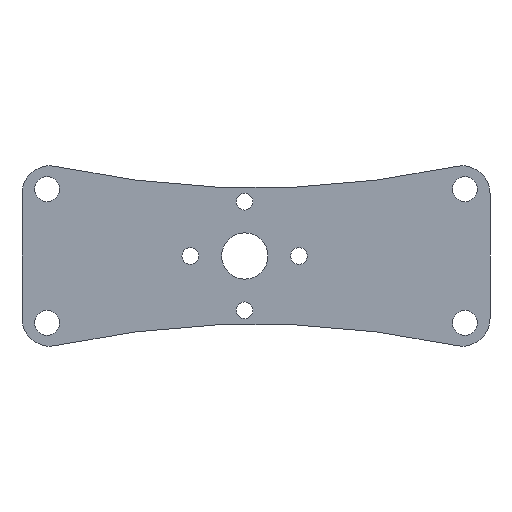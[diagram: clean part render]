
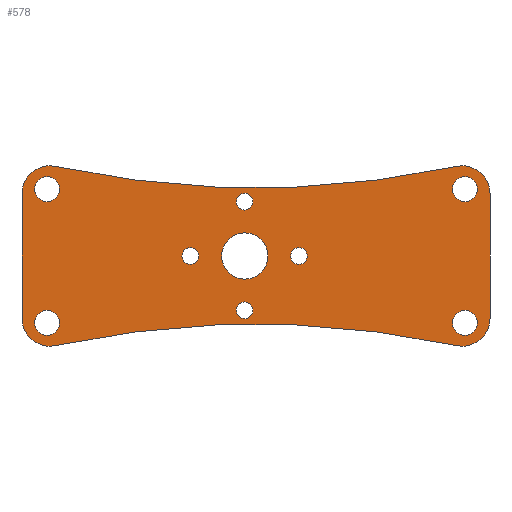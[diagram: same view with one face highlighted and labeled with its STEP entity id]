
A CAD part, front view. The second image highlights one B-rep face of the part: STEP entity #578.
In plain terms, the highlighted planar face has unit normal (0, -1, 0).
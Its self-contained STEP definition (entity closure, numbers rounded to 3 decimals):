
#1=CARTESIAN_POINT('',(-37.5,0.,12.));
#2=DIRECTION('',(0.,1.,0.));
#3=DIRECTION('',(1.,0.,0.));
#4=AXIS2_PLACEMENT_3D('',#1,#2,#3);
#6=CARTESIAN_POINT('',(-37.5,0.,12.));
#7=DIRECTION('',(0.,1.,0.));
#8=DIRECTION('',(-1.,0.,0.));
#9=AXIS2_PLACEMENT_3D('',#6,#7,#8);
#11=CARTESIAN_POINT('',(37.5,0.,12.));
#12=DIRECTION('',(0.,1.,0.));
#13=DIRECTION('',(1.,0.,0.));
#14=AXIS2_PLACEMENT_3D('',#11,#12,#13);
#16=CARTESIAN_POINT('',(37.5,0.,12.));
#17=DIRECTION('',(0.,1.,0.));
#18=DIRECTION('',(-1.,0.,0.));
#19=AXIS2_PLACEMENT_3D('',#16,#17,#18);
#21=CARTESIAN_POINT('',(37.5,0.,-12.));
#22=DIRECTION('',(0.,-1.,0.));
#23=DIRECTION('',(1.,0.,0.));
#24=AXIS2_PLACEMENT_3D('',#21,#22,#23);
#26=CARTESIAN_POINT('',(37.5,0.,-12.));
#27=DIRECTION('',(0.,-1.,0.));
#28=DIRECTION('',(-1.,0.,0.));
#29=AXIS2_PLACEMENT_3D('',#26,#27,#28);
#31=CARTESIAN_POINT('',(-37.5,0.,-12.));
#32=DIRECTION('',(0.,-1.,0.));
#33=DIRECTION('',(1.,0.,0.));
#34=AXIS2_PLACEMENT_3D('',#31,#32,#33);
#36=CARTESIAN_POINT('',(-37.5,0.,-12.));
#37=DIRECTION('',(0.,-1.,0.));
#38=DIRECTION('',(-1.,0.,0.));
#39=AXIS2_PLACEMENT_3D('',#36,#37,#38);
#41=CARTESIAN_POINT('',(-37.,0.,-11.186));
#42=DIRECTION('',(0.,-1.,0.));
#43=DIRECTION('',(-1.,0.,0.));
#44=AXIS2_PLACEMENT_3D('',#41,#42,#43);
#46=CARTESIAN_POINT('',(-37.,0.,11.186));
#47=DIRECTION('',(0.,-1.,0.));
#48=DIRECTION('',(0.211,0.,0.977));
#49=AXIS2_PLACEMENT_3D('',#46,#47,#48);
#51=CARTESIAN_POINT('',(0.,0.,182.23));
#52=DIRECTION('',(0.,1.,0.));
#53=DIRECTION('',(0.211,0.,-0.977));
#54=AXIS2_PLACEMENT_3D('',#51,#52,#53);
#56=CARTESIAN_POINT('',(37.,0.,11.186));
#57=DIRECTION('',(0.,-1.,0.));
#58=DIRECTION('',(1.,0.,0.));
#59=AXIS2_PLACEMENT_3D('',#56,#57,#58);
#61=CARTESIAN_POINT('',(37.,0.,-11.186));
#62=DIRECTION('',(0.,-1.,0.));
#63=DIRECTION('',(-0.211,0.,-0.977));
#64=AXIS2_PLACEMENT_3D('',#61,#62,#63);
#66=CARTESIAN_POINT('',(0.,0.,-182.23));
#67=DIRECTION('',(0.,-1.,0.));
#68=DIRECTION('',(0.211,0.,0.977));
#69=AXIS2_PLACEMENT_3D('',#66,#67,#68);
#71=CARTESIAN_POINT('',(-2.,0.,0.));
#72=DIRECTION('',(0.,1.,0.));
#73=DIRECTION('',(1.,0.,0.));
#74=AXIS2_PLACEMENT_3D('',#71,#72,#73);
#76=CARTESIAN_POINT('',(-2.,0.,0.));
#77=DIRECTION('',(0.,1.,0.));
#78=DIRECTION('',(-1.,0.,0.));
#79=AXIS2_PLACEMENT_3D('',#76,#77,#78);
#81=CARTESIAN_POINT('',(7.7,0.,0.));
#82=DIRECTION('',(0.,1.,0.));
#83=DIRECTION('',(1.,0.,0.));
#84=AXIS2_PLACEMENT_3D('',#81,#82,#83);
#86=CARTESIAN_POINT('',(7.7,0.,0.));
#87=DIRECTION('',(0.,1.,0.));
#88=DIRECTION('',(-1.,0.,0.));
#89=AXIS2_PLACEMENT_3D('',#86,#87,#88);
#91=CARTESIAN_POINT('',(-11.8,0.,0.));
#92=DIRECTION('',(0.,1.,0.));
#93=DIRECTION('',(1.,0.,0.));
#94=AXIS2_PLACEMENT_3D('',#91,#92,#93);
#96=CARTESIAN_POINT('',(-11.8,0.,0.));
#97=DIRECTION('',(0.,1.,0.));
#98=DIRECTION('',(-1.,0.,0.));
#99=AXIS2_PLACEMENT_3D('',#96,#97,#98);
#101=CARTESIAN_POINT('',(-2.05,0.,-9.75));
#102=DIRECTION('',(0.,1.,0.));
#103=DIRECTION('',(1.,0.,0.));
#104=AXIS2_PLACEMENT_3D('',#101,#102,#103);
#106=CARTESIAN_POINT('',(-2.05,0.,-9.75));
#107=DIRECTION('',(0.,1.,0.));
#108=DIRECTION('',(-1.,0.,0.));
#109=AXIS2_PLACEMENT_3D('',#106,#107,#108);
#111=CARTESIAN_POINT('',(-2.05,0.,9.75));
#112=DIRECTION('',(0.,1.,0.));
#113=DIRECTION('',(1.,0.,0.));
#114=AXIS2_PLACEMENT_3D('',#111,#112,#113);
#116=CARTESIAN_POINT('',(-2.05,0.,9.75));
#117=DIRECTION('',(0.,1.,0.));
#118=DIRECTION('',(-1.,0.,0.));
#119=AXIS2_PLACEMENT_3D('',#116,#117,#118);
#293=DIRECTION('',(0.,0.,1.));
#294=VECTOR('',#293,22.372);
#295=CARTESIAN_POINT('',(42.,0.,-11.186));
#296=LINE('',#295,#294);
#317=DIRECTION('',(0.,0.,-1.));
#318=VECTOR('',#317,22.372);
#319=CARTESIAN_POINT('',(-42.,0.,11.186));
#320=LINE('',#319,#318);
#389=CARTESIAN_POINT('',(39.75,0.,-12.));
#390=CARTESIAN_POINT('',(35.25,0.,-12.));
#391=VERTEX_POINT('',#389);
#392=VERTEX_POINT('',#390);
#393=CARTESIAN_POINT('',(-35.25,0.,-12.));
#394=CARTESIAN_POINT('',(-39.75,0.,-12.));
#395=VERTEX_POINT('',#393);
#396=VERTEX_POINT('',#394);
#405=CARTESIAN_POINT('',(39.75,0.,12.));
#406=CARTESIAN_POINT('',(35.25,0.,12.));
#407=VERTEX_POINT('',#405);
#408=VERTEX_POINT('',#406);
#409=CARTESIAN_POINT('',(-35.25,0.,12.));
#410=CARTESIAN_POINT('',(-39.75,0.,12.));
#411=VERTEX_POINT('',#409);
#412=VERTEX_POINT('',#410);
#421=CARTESIAN_POINT('',(-42.,0.,-11.186));
#422=CARTESIAN_POINT('',(-35.943,0.,-16.073));
#423=VERTEX_POINT('',#421);
#424=VERTEX_POINT('',#422);
#433=CARTESIAN_POINT('',(-35.943,0.,16.073));
#434=VERTEX_POINT('',#433);
#435=CARTESIAN_POINT('',(-42.,0.,11.186));
#436=VERTEX_POINT('',#435);
#441=CARTESIAN_POINT('',(42.,0.,11.186));
#442=VERTEX_POINT('',#441);
#443=CARTESIAN_POINT('',(35.943,0.,16.073));
#444=VERTEX_POINT('',#443);
#445=CARTESIAN_POINT('',(35.943,0.,-16.073));
#446=CARTESIAN_POINT('',(42.,0.,-11.186));
#447=VERTEX_POINT('',#445);
#448=VERTEX_POINT('',#446);
#453=CARTESIAN_POINT('',(2.15,0.,0.));
#454=CARTESIAN_POINT('',(-6.15,0.,0.));
#455=VERTEX_POINT('',#453);
#456=VERTEX_POINT('',#454);
#469=CARTESIAN_POINT('',(9.2,0.,0.));
#470=CARTESIAN_POINT('',(6.2,0.,0.));
#471=VERTEX_POINT('',#469);
#472=VERTEX_POINT('',#470);
#473=CARTESIAN_POINT('',(-10.3,0.,0.));
#474=CARTESIAN_POINT('',(-13.3,0.,0.));
#475=VERTEX_POINT('',#473);
#476=VERTEX_POINT('',#474);
#477=CARTESIAN_POINT('',(-0.55,0.,-9.75));
#478=CARTESIAN_POINT('',(-3.55,0.,-9.75));
#479=VERTEX_POINT('',#477);
#480=VERTEX_POINT('',#478);
#481=CARTESIAN_POINT('',(-0.55,0.,9.75));
#482=CARTESIAN_POINT('',(-3.55,0.,9.75));
#483=VERTEX_POINT('',#481);
#484=VERTEX_POINT('',#482);
#501=CARTESIAN_POINT('',(0.,0.,0.));
#502=DIRECTION('',(0.,1.,0.));
#503=DIRECTION('',(1.,0.,0.));
#504=AXIS2_PLACEMENT_3D('',#501,#502,#503);
#505=PLANE('',#504);
#507=ORIENTED_EDGE('',*,*,#506,.F.);
#509=ORIENTED_EDGE('',*,*,#508,.F.);
#511=ORIENTED_EDGE('',*,*,#510,.F.);
#513=ORIENTED_EDGE('',*,*,#512,.F.);
#515=ORIENTED_EDGE('',*,*,#514,.F.);
#517=ORIENTED_EDGE('',*,*,#516,.F.);
#519=ORIENTED_EDGE('',*,*,#518,.F.);
#521=ORIENTED_EDGE('',*,*,#520,.T.);
#522=EDGE_LOOP('',(#507,#509,#511,#513,#515,#517,#519,#521));
#523=FACE_OUTER_BOUND('',#522,.F.);
#525=ORIENTED_EDGE('',*,*,#524,.F.);
#527=ORIENTED_EDGE('',*,*,#526,.F.);
#528=EDGE_LOOP('',(#525,#527));
#529=FACE_BOUND('',#528,.F.);
#531=ORIENTED_EDGE('',*,*,#530,.T.);
#533=ORIENTED_EDGE('',*,*,#532,.T.);
#534=EDGE_LOOP('',(#531,#533));
#535=FACE_BOUND('',#534,.F.);
#537=ORIENTED_EDGE('',*,*,#536,.T.);
#539=ORIENTED_EDGE('',*,*,#538,.T.);
#540=EDGE_LOOP('',(#537,#539));
#541=FACE_BOUND('',#540,.F.);
#543=ORIENTED_EDGE('',*,*,#542,.F.);
#545=ORIENTED_EDGE('',*,*,#544,.F.);
#546=EDGE_LOOP('',(#543,#545));
#547=FACE_BOUND('',#546,.F.);
#549=ORIENTED_EDGE('',*,*,#548,.F.);
#551=ORIENTED_EDGE('',*,*,#550,.F.);
#552=EDGE_LOOP('',(#549,#551));
#553=FACE_BOUND('',#552,.F.);
#555=ORIENTED_EDGE('',*,*,#554,.F.);
#557=ORIENTED_EDGE('',*,*,#556,.F.);
#558=EDGE_LOOP('',(#555,#557));
#559=FACE_BOUND('',#558,.F.);
#561=ORIENTED_EDGE('',*,*,#560,.F.);
#563=ORIENTED_EDGE('',*,*,#562,.F.);
#564=EDGE_LOOP('',(#561,#563));
#565=FACE_BOUND('',#564,.F.);
#567=ORIENTED_EDGE('',*,*,#566,.F.);
#569=ORIENTED_EDGE('',*,*,#568,.F.);
#570=EDGE_LOOP('',(#567,#569));
#571=FACE_BOUND('',#570,.F.);
#573=ORIENTED_EDGE('',*,*,#572,.F.);
#575=ORIENTED_EDGE('',*,*,#574,.F.);
#576=EDGE_LOOP('',(#573,#575));
#577=FACE_BOUND('',#576,.F.);
#578=ADVANCED_FACE('',(#523,#529,#535,#541,#547,#553,#559,#565,#571,#577),#505,
.F.);
#5=CIRCLE('',#4,2.25);
#10=CIRCLE('',#9,2.25);
#15=CIRCLE('',#14,2.25);
#20=CIRCLE('',#19,2.25);
#25=CIRCLE('',#24,2.25);
#30=CIRCLE('',#29,2.25);
#35=CIRCLE('',#34,2.25);
#40=CIRCLE('',#39,2.25);
#45=CIRCLE('',#44,5.);
#50=CIRCLE('',#49,5.);
#55=CIRCLE('',#54,170.);
#60=CIRCLE('',#59,5.);
#65=CIRCLE('',#64,5.);
#70=CIRCLE('',#69,170.);
#75=CIRCLE('',#74,4.15);
#80=CIRCLE('',#79,4.15);
#85=CIRCLE('',#84,1.5);
#90=CIRCLE('',#89,1.5);
#95=CIRCLE('',#94,1.5);
#100=CIRCLE('',#99,1.5);
#105=CIRCLE('',#104,1.5);
#110=CIRCLE('',#109,1.5);
#115=CIRCLE('',#114,1.5);
#120=CIRCLE('',#119,1.5);
#506=EDGE_CURVE('',#423,#424,#45,.T.);
#508=EDGE_CURVE('',#436,#423,#320,.T.);
#510=EDGE_CURVE('',#434,#436,#50,.T.);
#512=EDGE_CURVE('',#444,#434,#55,.T.);
#514=EDGE_CURVE('',#442,#444,#60,.T.);
#516=EDGE_CURVE('',#448,#442,#296,.T.);
#518=EDGE_CURVE('',#447,#448,#65,.T.);
#520=EDGE_CURVE('',#447,#424,#70,.T.);
#524=EDGE_CURVE('',#407,#408,#15,.T.);
#526=EDGE_CURVE('',#408,#407,#20,.T.);
#530=EDGE_CURVE('',#391,#392,#25,.T.);
#532=EDGE_CURVE('',#392,#391,#30,.T.);
#536=EDGE_CURVE('',#395,#396,#35,.T.);
#538=EDGE_CURVE('',#396,#395,#40,.T.);
#542=EDGE_CURVE('',#411,#412,#5,.T.);
#544=EDGE_CURVE('',#412,#411,#10,.T.);
#548=EDGE_CURVE('',#455,#456,#75,.T.);
#550=EDGE_CURVE('',#456,#455,#80,.T.);
#554=EDGE_CURVE('',#471,#472,#85,.T.);
#556=EDGE_CURVE('',#472,#471,#90,.T.);
#560=EDGE_CURVE('',#475,#476,#95,.T.);
#562=EDGE_CURVE('',#476,#475,#100,.T.);
#566=EDGE_CURVE('',#479,#480,#105,.T.);
#568=EDGE_CURVE('',#480,#479,#110,.T.);
#572=EDGE_CURVE('',#483,#484,#115,.T.);
#574=EDGE_CURVE('',#484,#483,#120,.T.);
